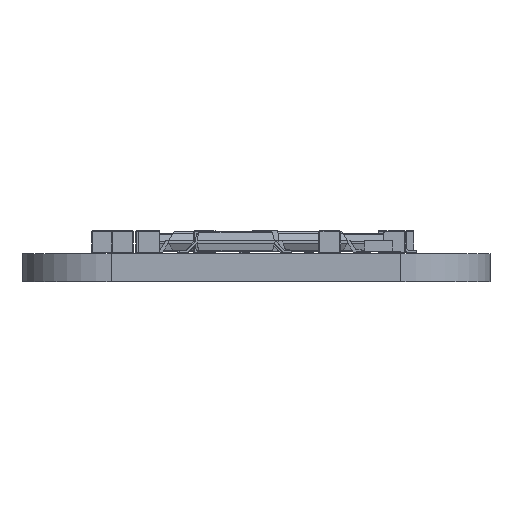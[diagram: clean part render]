
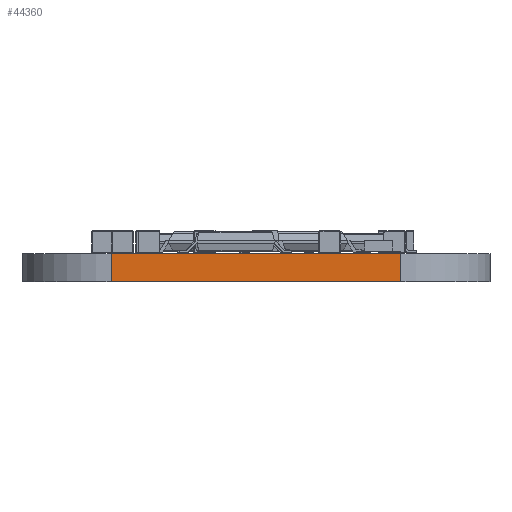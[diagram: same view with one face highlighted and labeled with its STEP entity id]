
A CAD part, front view. The second image highlights one B-rep face of the part: STEP entity #44360.
In plain terms, the highlighted planar face has unit normal (0, -1, 0).
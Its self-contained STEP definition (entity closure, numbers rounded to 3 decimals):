
#42560 = VERTEX_POINT('',#42561);
#42561 = CARTESIAN_POINT('',(3.175,-94.615,0.));
#42568 = EDGE_CURVE('',#42569,#42560,#42571,.T.);
#42569 = VERTEX_POINT('',#42570);
#42570 = CARTESIAN_POINT('',(19.685,-94.615,0.));
#42571 = LINE('',#42572,#42573);
#42572 = CARTESIAN_POINT('',(19.685,-94.615,0.));
#42573 = VECTOR('',#42574,1.);
#42574 = DIRECTION('',(-1.,0.,0.));
#43421 = VERTEX_POINT('',#43422);
#43422 = CARTESIAN_POINT('',(3.175,-94.615,1.6));
#43429 = EDGE_CURVE('',#43430,#43421,#43432,.T.);
#43430 = VERTEX_POINT('',#43431);
#43431 = CARTESIAN_POINT('',(19.685,-94.615,1.6));
#43432 = LINE('',#43433,#43434);
#43433 = CARTESIAN_POINT('',(19.685,-94.615,1.6));
#43434 = VECTOR('',#43435,1.);
#43435 = DIRECTION('',(-1.,0.,0.));
#44330 = EDGE_CURVE('',#42560,#43421,#44331,.T.);
#44331 = LINE('',#44332,#44333);
#44332 = CARTESIAN_POINT('',(3.175,-94.615,0.));
#44333 = VECTOR('',#44334,1.);
#44334 = DIRECTION('',(0.,0.,1.));
#44349 = EDGE_CURVE('',#42569,#43430,#44350,.T.);
#44350 = LINE('',#44351,#44352);
#44351 = CARTESIAN_POINT('',(19.685,-94.615,0.));
#44352 = VECTOR('',#44353,1.);
#44353 = DIRECTION('',(0.,0.,1.));
#44360 = ADVANCED_FACE('',(#44361),#44367,.T.);
#44361 = FACE_BOUND('',#44362,.T.);
#44362 = EDGE_LOOP('',(#44363,#44364,#44365,#44366));
#44363 = ORIENTED_EDGE('',*,*,#44349,.T.);
#44364 = ORIENTED_EDGE('',*,*,#43429,.T.);
#44365 = ORIENTED_EDGE('',*,*,#44330,.F.);
#44366 = ORIENTED_EDGE('',*,*,#42568,.F.);
#44367 = PLANE('',#44368);
#44368 = AXIS2_PLACEMENT_3D('',#44369,#44370,#44371);
#44369 = CARTESIAN_POINT('',(19.685,-94.615,0.));
#44370 = DIRECTION('',(0.,-1.,0.));
#44371 = DIRECTION('',(-1.,0.,0.));
